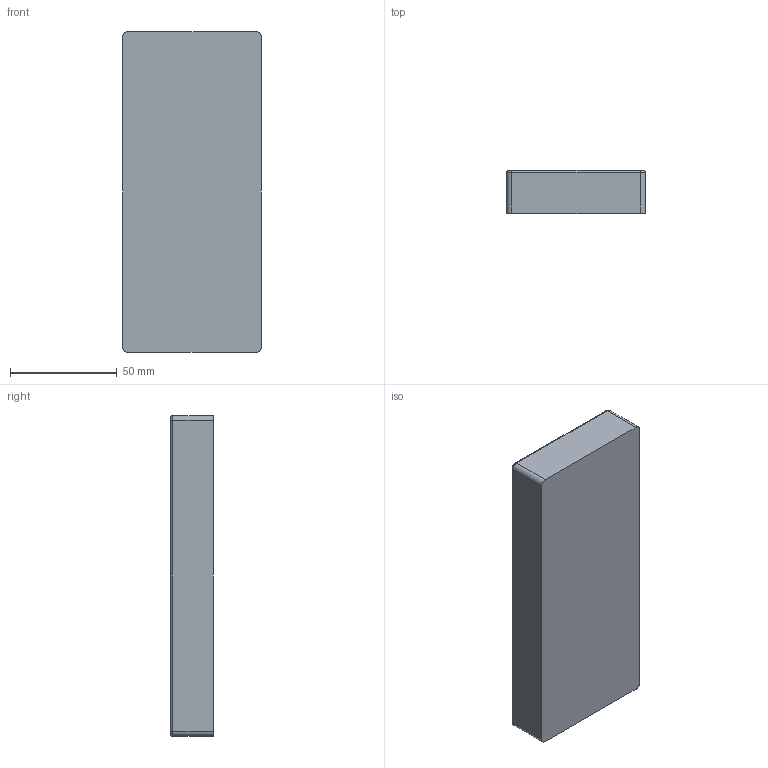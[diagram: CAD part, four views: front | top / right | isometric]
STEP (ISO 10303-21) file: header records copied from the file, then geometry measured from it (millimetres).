
FILE_DESCRIPTION(/* description */ (''),/* implementation_level */ '2;1');
FILE_NAME(/* name */ 'Earbuds Holder - LG Tone + Xiaomi MiTue Wireless v2 Solid.step',/* time_stamp */ '2024-01-10T03:04:06-06:00',/* author */ (''),/* organization */ (''),/* preprocessor_version */ 'ST-DEVELOPER v20',/* originating_system */ 'Autodesk Translation Framework v12.14.0.127',/* authorisation */ '');
FILE_SCHEMA (('AUTOMOTIVE_DESIGN { 1 0 10303 214 3 1 1 }'));
Length unit declared in the file: millimetre
Products named in the file (1): Earbuds Holder - LG Tone + Xiaomi MiTue Wireless
Bounding box: 65 x 20 x 150 mm (x, y, z)
Volume: 114993 mm3; surface area: 32866.6 mm2
Topology: 1 solids, 1 shells, 47 faces, 105 edges, 62 vertices
Faces by surface type: cylinder 21, torus 14, plane 12
Full cylindrical faces by diameter (mm): 53 x1
Entity records: 1347 total; most frequent: DIRECTION 261, CARTESIAN_POINT 215, ORIENTED_EDGE 210, AXIS2_PLACEMENT_3D 108, EDGE_CURVE 105, VERTEX_POINT 62, CIRCLE 60, EDGE_LOOP 49
